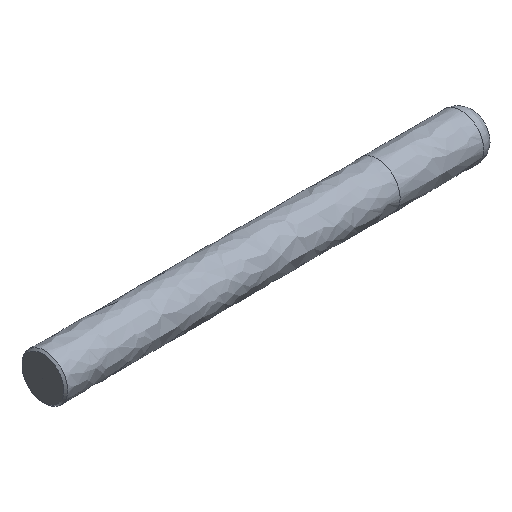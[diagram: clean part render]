
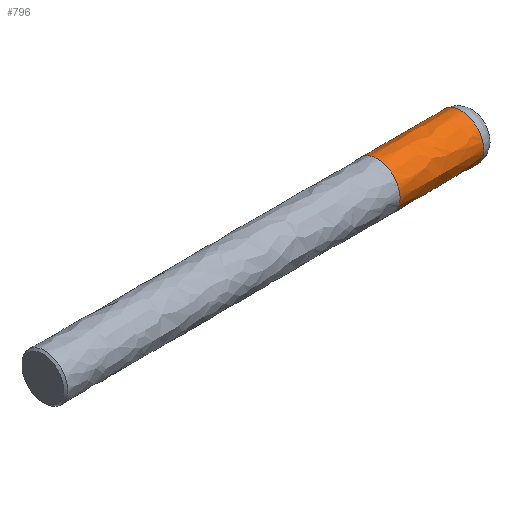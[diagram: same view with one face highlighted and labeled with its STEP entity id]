
A CAD part, isometric view. The second image highlights one B-rep face of the part: STEP entity #796.
In plain terms, the highlighted free-form (B-spline) face has degree [5, 3] with [6, 4] control points.
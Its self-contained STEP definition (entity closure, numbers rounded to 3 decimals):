
#91 = CARTESIAN_POINT ('', (-2., 3., 0.));
#92 = VERTEX_POINT ('', #91);
#103 = CARTESIAN_POINT ('', (-2., 3., 0.));
#104 = CARTESIAN_POINT ('', (-2., 3., -0.253));
#105 = CARTESIAN_POINT ('', (-2., 2.966, -0.514));
#106 = CARTESIAN_POINT ('', (-2., 2.902, -0.759));
#107 = CARTESIAN_POINT ('', (-2., 2.838, -1.004));
#108 = CARTESIAN_POINT ('', (-2., 2.74, -1.249));
#109 = CARTESIAN_POINT ('', (-2., 2.616, -1.469));
#110 = CARTESIAN_POINT ('', (-2., 2.492, -1.69));
#111 = CARTESIAN_POINT ('', (-2., 2.334, -1.901));
#112 = CARTESIAN_POINT ('', (-2., 2.158, -2.084));
#113 = CARTESIAN_POINT ('', (-2., 1.983, -2.266));
#114 = CARTESIAN_POINT ('', (-2., 1.777, -2.43));
#115 = CARTESIAN_POINT ('', (-2., 1.561, -2.562));
#116 = CARTESIAN_POINT ('', (-2., 1.345, -2.694));
#117 = CARTESIAN_POINT ('', (-2., 1.104, -2.801));
#118 = CARTESIAN_POINT ('', (-2., 0.861, -2.874));
#119 = CARTESIAN_POINT ('', (-2., 0.619, -2.946));
#120 = CARTESIAN_POINT ('', (-2., 0.359, -2.989));
#121 = CARTESIAN_POINT ('', (-2., 0.106, -2.998));
#122 = CARTESIAN_POINT ('', (-2., -0.147, -3.007));
#123 = CARTESIAN_POINT ('', (-2., -0.409, -2.983));
#124 = CARTESIAN_POINT ('', (-2., -0.656, -2.927));
#125 = CARTESIAN_POINT ('', (-2., -0.903, -2.872));
#126 = CARTESIAN_POINT ('', (-2., -1.151, -2.782));
#127 = CARTESIAN_POINT ('', (-2., -1.376, -2.666));
#128 = CARTESIAN_POINT ('', (-2., -1.601, -2.55));
#129 = CARTESIAN_POINT ('', (-2., -1.818, -2.4));
#130 = CARTESIAN_POINT ('', (-2., -2.006, -2.231));
#131 = CARTESIAN_POINT ('', (-2., -2.194, -2.061));
#132 = CARTESIAN_POINT ('', (-2., -2.366, -1.862));
#133 = CARTESIAN_POINT ('', (-2., -2.505, -1.65));
#134 = CARTESIAN_POINT ('', (-2., -2.645, -1.439));
#135 = CARTESIAN_POINT ('', (-2., -2.76, -1.202));
#136 = CARTESIAN_POINT ('', (-2., -2.841, -0.962));
#137 = CARTESIAN_POINT ('', (-2., -2.923, -0.723));
#138 = CARTESIAN_POINT ('', (-2., -2.975, -0.464));
#139 = CARTESIAN_POINT ('', (-2., -2.993, -0.212));
#140 = CARTESIAN_POINT ('', (-2., -3.01, 0.041));
#141 = CARTESIAN_POINT ('', (-2., -2.995, 0.304));
#142 = CARTESIAN_POINT ('', (-2., -2.949, 0.553));
#143 = CARTESIAN_POINT ('', (-2., -2.902, 0.801));
#144 = CARTESIAN_POINT ('', (-2., -2.821, 1.052));
#145 = CARTESIAN_POINT ('', (-2., -2.713, 1.281));
#146 = CARTESIAN_POINT ('', (-2., -2.605, 1.51));
#147 = CARTESIAN_POINT ('', (-2., -2.463, 1.732));
#148 = CARTESIAN_POINT ('', (-2., -2.3, 1.926));
#149 = CARTESIAN_POINT ('', (-2., -2.138, 2.12));
#150 = CARTESIAN_POINT ('', (-2., -1.944, 2.299));
#151 = CARTESIAN_POINT ('', (-2., -1.738, 2.445));
#152 = CARTESIAN_POINT ('', (-2., -1.532, 2.592));
#153 = CARTESIAN_POINT ('', (-2., -1.299, 2.716));
#154 = CARTESIAN_POINT ('', (-2., -1.062, 2.806));
#155 = CARTESIAN_POINT ('', (-2., -0.826, 2.895));
#156 = CARTESIAN_POINT ('', (-2., -0.569, 2.956));
#157 = CARTESIAN_POINT ('', (-2., -0.317, 2.983));
#158 = CARTESIAN_POINT ('', (-2., -0.066, 3.01));
#159 = CARTESIAN_POINT ('', (-2., 0.198, 3.004));
#160 = CARTESIAN_POINT ('', (-2., 0.448, 2.966));
#161 = CARTESIAN_POINT ('', (-2., 0.698, 2.929));
#162 = CARTESIAN_POINT ('', (-2., 0.952, 2.856));
#163 = CARTESIAN_POINT ('', (-2., 1.184, 2.756));
#164 = CARTESIAN_POINT ('', (-2., 1.417, 2.656));
#165 = CARTESIAN_POINT ('', (-2., 1.644, 2.522));
#166 = CARTESIAN_POINT ('', (-2., 1.843, 2.367));
#167 = CARTESIAN_POINT ('', (-2., 2.043, 2.211));
#168 = CARTESIAN_POINT ('', (-2., 2.229, 2.024));
#169 = CARTESIAN_POINT ('', (-2., 2.382, 1.823));
#170 = CARTESIAN_POINT ('', (-2., 2.536, 1.622));
#171 = CARTESIAN_POINT ('', (-2., 2.668, 1.394));
#172 = CARTESIAN_POINT ('', (-2., 2.766, 1.161));
#173 = CARTESIAN_POINT ('', (-2., 2.815, 1.044));
#174 = CARTESIAN_POINT ('', (-2., 2.858, 0.92));
#175 = CARTESIAN_POINT ('', (-2., 2.892, 0.798));
#176 = CARTESIAN_POINT ('', (-2., 2.926, 0.676));
#177 = CARTESIAN_POINT ('', (-2., 2.952, 0.548));
#178 = CARTESIAN_POINT ('', (-2., 2.97, 0.423));
#179 = CARTESIAN_POINT ('', (-2., 2.978, 0.367));
#180 = CARTESIAN_POINT ('', (-2., 2.984, 0.311));
#181 = CARTESIAN_POINT ('', (-2., 2.989, 0.255));
#182 = CARTESIAN_POINT ('', (-2., 2.994, 0.199));
#183 = CARTESIAN_POINT ('', (-2., 2.997, 0.142));
#184 = CARTESIAN_POINT ('', (-2., 2.999, 0.086));
#185 = CARTESIAN_POINT ('', (-2., 3., 0.057));
#186 = CARTESIAN_POINT ('', (-2., 3., 0.029));
#187 = CARTESIAN_POINT ('', (-2., 3., 0.));
#188 = B_SPLINE_CURVE_WITH_KNOTS ('', 3, (#103, #104, #105, #106, #107, #108, #109, #110, #111, #112, #113, #114, #115, #116, #117, #118, #119, #120, #121, #122, #123, #124, #125, #126, #127, #128, #129, #130, #131, #132, #133, #134, #135, #136, #137, #138, #139, #140, #141, #142, #143, #144, #145, #146, #147, #148, #149, #150, #151, #152, #153, #154, #155, #156, #157, #158, #159, #160, #161, #162, #163, #164, #165, #166, #167, #168, #169, #170, #171, #172, #173, #174, #175, #176, #177, #178, #179, #180, #181, #182, #183, #184, #185, #186, #187), .UNSPECIFIED., .T., .U., (4, 3, 3, 3, 3, 3, 3, 3, 3, 3, 3, 3, 3, 3, 3, 3, 3, 3, 3, 3, 3, 3, 3, 3, 3, 3, 3, 3, 4), (0., 0.253, 0.506, 0.759, 1.013, 1.266, 1.519, 1.772, 2.025, 2.278, 2.531, 2.784, 3.038, 3.291, 3.544, 3.797, 4.05, 4.303, 4.556, 4.809, 5.063, 5.316, 5.569, 5.822, 5.948, 6.075, 6.131, 6.188, 6.216), .UNSPECIFIED.);
#189 = EDGE_CURVE ('', #92, #92, #188, .T.);
#749 = ORIENTED_EDGE ('', *, *, #189, .T.);
#750 = CARTESIAN_POINT ('', (-13., 3., 0.));
#751 = VERTEX_POINT ('', #750);
#752 = CARTESIAN_POINT ('', (-13., 3., 0.));
#753 = CARTESIAN_POINT ('', (-9.333, 3., 0.));
#754 = CARTESIAN_POINT ('', (-5.667, 3., 0.));
#755 = CARTESIAN_POINT ('', (-2., 3., 0.));
#756 = B_SPLINE_CURVE_WITH_KNOTS ('', 3, (#752, #753, #754, #755), .UNSPECIFIED., .F., .U., (4, 4), (0., 0.846), .UNSPECIFIED.);
#757 = EDGE_CURVE ('', #751, #92, #756, .T.);
#758 = ORIENTED_EDGE ('', *, *, #757, .F.);
#759 = CARTESIAN_POINT ('', (-13., 3., 0.));
#760 = CARTESIAN_POINT ('', (-13., 3., -12.));
#761 = CARTESIAN_POINT ('', (-13., -9., -6.));
#762 = CARTESIAN_POINT ('', (-13., -9., 6.));
#763 = CARTESIAN_POINT ('', (-13., 3., 12.));
#764 = CARTESIAN_POINT ('', (-13., 3., 0.));
#765 = (
   BOUNDED_CURVE ()
   B_SPLINE_CURVE (5, (#759, #760, #761, #762, #763, #764), .UNSPECIFIED., .T., .U.)
   B_SPLINE_CURVE_WITH_KNOTS ((6, 6), (0., 1.), .UNSPECIFIED.)
   CURVE ()
   GEOMETRIC_REPRESENTATION_ITEM ()
   RATIONAL_B_SPLINE_CURVE ((5., 1., 1., 1., 1., 5.))
   REPRESENTATION_ITEM ('')
);
#766 = EDGE_CURVE ('', #751, #751, #765, .T.);
#767 = ORIENTED_EDGE ('', *, *, #766, .F.);
#768 = ORIENTED_EDGE ('', *, *, #757, .T.);
#769 = EDGE_LOOP ('', (#749, #758, #767, #768));
#770 = FACE_OUTER_BOUND ('', #769, .T.);
#771 = CARTESIAN_POINT ('', (-13., 3., 0.));
#772 = CARTESIAN_POINT ('', (-8.667, 3., 0.));
#773 = CARTESIAN_POINT ('', (-4.333, 3., 0.));
#774 = CARTESIAN_POINT ('', (0., 3., 0.));
#775 = CARTESIAN_POINT ('', (-13., 3., 12.));
#776 = CARTESIAN_POINT ('', (-8.667, 3., 12.));
#777 = CARTESIAN_POINT ('', (-4.333, 3., 12.));
#778 = CARTESIAN_POINT ('', (0., 3., 12.));
#779 = CARTESIAN_POINT ('', (-13., -9., 6.));
#780 = CARTESIAN_POINT ('', (-8.667, -9., 6.));
#781 = CARTESIAN_POINT ('', (-4.333, -9., 6.));
#782 = CARTESIAN_POINT ('', (0., -9., 6.));
#783 = CARTESIAN_POINT ('', (-13., -9., -6.));
#784 = CARTESIAN_POINT ('', (-8.667, -9., -6.));
#785 = CARTESIAN_POINT ('', (-4.333, -9., -6.));
#786 = CARTESIAN_POINT ('', (0., -9., -6.));
#787 = CARTESIAN_POINT ('', (-13., 3., -12.));
#788 = CARTESIAN_POINT ('', (-8.667, 3., -12.));
#789 = CARTESIAN_POINT ('', (-4.333, 3., -12.));
#790 = CARTESIAN_POINT ('', (0., 3., -12.));
#791 = CARTESIAN_POINT ('', (-13., 3., 0.));
#792 = CARTESIAN_POINT ('', (-8.667, 3., 0.));
#793 = CARTESIAN_POINT ('', (-4.333, 3., 0.));
#794 = CARTESIAN_POINT ('', (0., 3., 0.));
#795 = (
   BOUNDED_SURFACE ()
   B_SPLINE_SURFACE (5, 3, ((#771, #772, #773, #774), (#775, #776, #777, #778), (#779, #780, #781, #782), (#783, #784, #785, #786), (#787, #788, #789, #790), (#791, #792, #793, #794)), .UNSPECIFIED., .T., .F., .U.)
   B_SPLINE_SURFACE_WITH_KNOTS ((6, 6), (4, 4), (0., 1.), (0., 1.), .UNSPECIFIED.)
   SURFACE ()
   GEOMETRIC_REPRESENTATION_ITEM ()
   RATIONAL_B_SPLINE_SURFACE (((5., 5., 5., 5.), (1., 1., 1., 1.), (1., 1., 1., 1.), (1., 1., 1., 1.), (1., 1., 1., 1.), (5., 5., 5., 5.)))
   REPRESENTATION_ITEM ('')
);
#796 = ADVANCED_FACE ('', (#770), #795, .T.);
